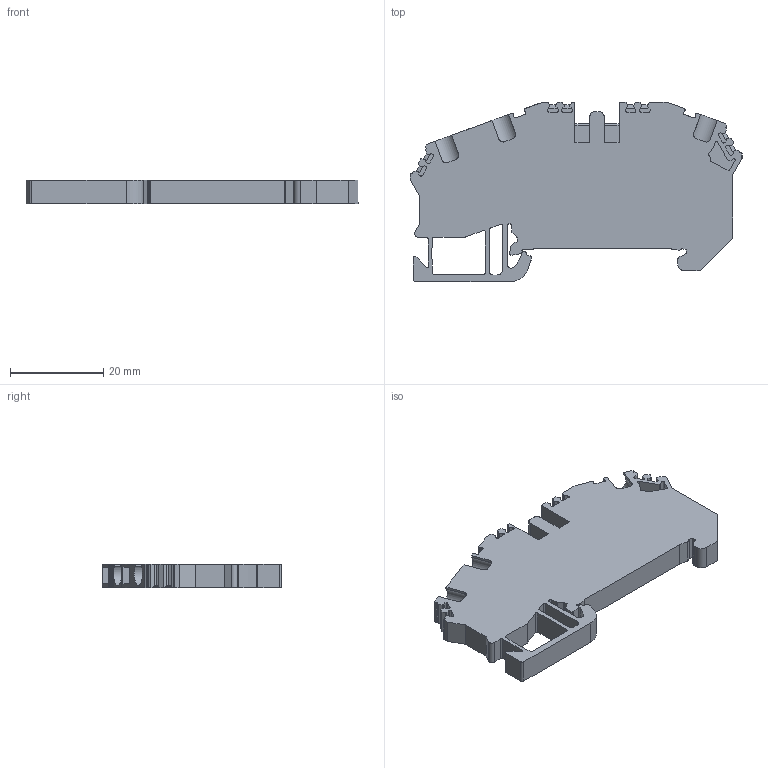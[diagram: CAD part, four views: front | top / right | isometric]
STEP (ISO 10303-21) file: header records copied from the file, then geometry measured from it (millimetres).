
FILE_DESCRIPTION(/* description */ (''),/* implementation_level */ '2;1');
FILE_NAME(/* name */ '3511_ZSL25_3A_iso.stp',/* time_stamp */ '2011-08-02T11:48:10+02:00',/* author */ (''),/* organization */ (''),/* preprocessor_version */ 'ST-DEVELOPER v11',/* originating_system */ 'SIEMENS UGS NX 6.0',/* authorisation */ '');
FILE_SCHEMA (('CONFIG_CONTROL_DESIGN'));
Length unit declared in the file: millimetre
Products named in the file (1): 3511_ZSL25_3A_iso
Bounding box: 71.3 x 38.5 x 5.1 mm (x, y, z)
Volume: 9043.9 mm3; surface area: 6483.2 mm2
Topology: 1 solids, 1 shells, 425 faces, 1254 edges, 830 vertices
Faces by surface type: plane 272, cylinder 100, extrusion 41, bspline 12
Full cylindrical faces by diameter (mm): 2.4 x2
Entity records: 14997 total; most frequent: CARTESIAN_POINT 3322, ORIENTED_EDGE 2498, DIRECTION 2354, EDGE_CURVE 1249, VECTOR 954, LINE 913, VERTEX_POINT 832, AXIS2_PLACEMENT_3D 700
